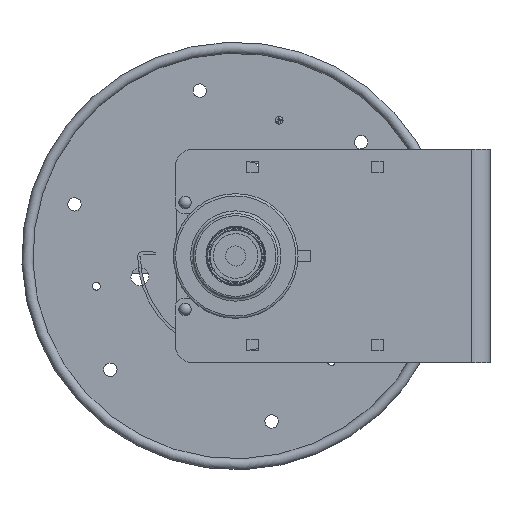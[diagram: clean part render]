
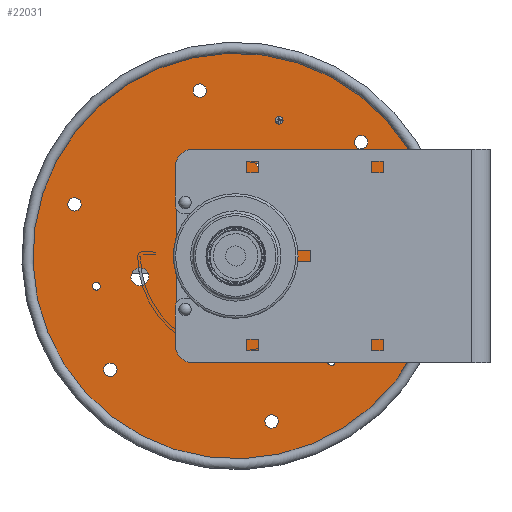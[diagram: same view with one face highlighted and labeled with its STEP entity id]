
A CAD part, left-side view. The second image highlights one B-rep face of the part: STEP entity #22031.
In plain terms, the highlighted planar face has unit normal (-1, 0, 0).
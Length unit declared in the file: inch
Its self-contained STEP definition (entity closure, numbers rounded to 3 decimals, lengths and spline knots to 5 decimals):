
#5505=FACE_BOUND('',#6714,.T.);
#5506=FACE_BOUND('',#6715,.T.);
#5507=FACE_BOUND('',#6716,.T.);
#5508=FACE_BOUND('',#6717,.T.);
#5509=FACE_BOUND('',#6718,.T.);
#5510=FACE_BOUND('',#6719,.T.);
#5511=FACE_BOUND('',#6720,.T.);
#5512=FACE_BOUND('',#6721,.T.);
#5513=FACE_BOUND('',#6722,.T.);
#5514=FACE_BOUND('',#6723,.T.);
#5515=FACE_BOUND('',#6724,.T.);
#5516=FACE_BOUND('',#6725,.T.);
#5517=FACE_BOUND('',#6726,.T.);
#5695=FACE_OUTER_BOUND('',#6713,.T.);
#6713=EDGE_LOOP('',(#14820));
#6714=EDGE_LOOP('',(#14821));
#6715=EDGE_LOOP('',(#14822));
#6716=EDGE_LOOP('',(#14823));
#6717=EDGE_LOOP('',(#14824));
#6718=EDGE_LOOP('',(#14825));
#6719=EDGE_LOOP('',(#14826));
#6720=EDGE_LOOP('',(#14827));
#6721=EDGE_LOOP('',(#14828));
#6722=EDGE_LOOP('',(#14829));
#6723=EDGE_LOOP('',(#14830));
#6724=EDGE_LOOP('',(#14831));
#6725=EDGE_LOOP('',(#14832));
#6726=EDGE_LOOP('',(#14833));
#7904=CIRCLE('',#23156,0.25);
#7905=CIRCLE('',#23158,0.25);
#7906=CIRCLE('',#23160,0.25);
#7907=CIRCLE('',#23162,0.1095);
#7908=CIRCLE('',#23164,0.1875);
#7909=CIRCLE('',#23166,0.1875);
#7910=CIRCLE('',#23168,0.1875);
#7911=CIRCLE('',#23170,0.1875);
#7912=CIRCLE('',#23172,0.1875);
#7913=CIRCLE('',#23174,0.1875);
#7914=CIRCLE('',#23176,0.1095);
#7915=CIRCLE('',#23178,0.1095);
#7916=CIRCLE('',#23180,5.845);
#7917=CIRCLE('',#23181,0.825);
#8569=VERTEX_POINT('',#29268);
#8570=VERTEX_POINT('',#29272);
#8571=VERTEX_POINT('',#29276);
#8572=VERTEX_POINT('',#29280);
#8573=VERTEX_POINT('',#29284);
#8574=VERTEX_POINT('',#29288);
#8575=VERTEX_POINT('',#29292);
#8576=VERTEX_POINT('',#29296);
#8577=VERTEX_POINT('',#29300);
#8578=VERTEX_POINT('',#29304);
#8579=VERTEX_POINT('',#29308);
#8580=VERTEX_POINT('',#29312);
#8581=VERTEX_POINT('',#29316);
#8582=VERTEX_POINT('',#29318);
#11124=EDGE_CURVE('',#8569,#8569,#7904,.T.);
#11126=EDGE_CURVE('',#8570,#8570,#7905,.T.);
#11128=EDGE_CURVE('',#8571,#8571,#7906,.T.);
#11130=EDGE_CURVE('',#8572,#8572,#7907,.T.);
#11131=EDGE_CURVE('',#8573,#8573,#7908,.T.);
#11133=EDGE_CURVE('',#8574,#8574,#7909,.T.);
#11135=EDGE_CURVE('',#8575,#8575,#7910,.T.);
#11137=EDGE_CURVE('',#8576,#8576,#7911,.T.);
#11139=EDGE_CURVE('',#8577,#8577,#7912,.T.);
#11141=EDGE_CURVE('',#8578,#8578,#7913,.T.);
#11144=EDGE_CURVE('',#8579,#8579,#7914,.T.);
#11146=EDGE_CURVE('',#8580,#8580,#7915,.T.);
#11147=EDGE_CURVE('',#8581,#8581,#7916,.T.);
#11148=EDGE_CURVE('',#8582,#8582,#7917,.T.);
#14820=ORIENTED_EDGE('',*,*,#11147,.F.);
#14821=ORIENTED_EDGE('',*,*,#11148,.T.);
#14822=ORIENTED_EDGE('',*,*,#11124,.T.);
#14823=ORIENTED_EDGE('',*,*,#11126,.T.);
#14824=ORIENTED_EDGE('',*,*,#11128,.T.);
#14825=ORIENTED_EDGE('',*,*,#11130,.T.);
#14826=ORIENTED_EDGE('',*,*,#11131,.T.);
#14827=ORIENTED_EDGE('',*,*,#11133,.T.);
#14828=ORIENTED_EDGE('',*,*,#11135,.T.);
#14829=ORIENTED_EDGE('',*,*,#11137,.T.);
#14830=ORIENTED_EDGE('',*,*,#11139,.T.);
#14831=ORIENTED_EDGE('',*,*,#11141,.T.);
#14832=ORIENTED_EDGE('',*,*,#11144,.T.);
#14833=ORIENTED_EDGE('',*,*,#11146,.T.);
#20617=PLANE('',#23179);
#22031=ADVANCED_FACE('',(#5695,#5505,#5506,#5507,#5508,#5509,#5510,#5511,
#5512,#5513,#5514,#5515,#5516,#5517),#20617,.T.);
#23156=AXIS2_PLACEMENT_3D('',#29270,#24577,#24578);
#23158=AXIS2_PLACEMENT_3D('',#29274,#24582,#24583);
#23160=AXIS2_PLACEMENT_3D('',#29278,#24587,#24588);
#23162=AXIS2_PLACEMENT_3D('',#29282,#24592,#24593);
#23164=AXIS2_PLACEMENT_3D('',#29285,#24596,#24597);
#23166=AXIS2_PLACEMENT_3D('',#29289,#24601,#24602);
#23168=AXIS2_PLACEMENT_3D('',#29293,#24606,#24607);
#23170=AXIS2_PLACEMENT_3D('',#29297,#24611,#24612);
#23172=AXIS2_PLACEMENT_3D('',#29301,#24616,#24617);
#23174=AXIS2_PLACEMENT_3D('',#29305,#24621,#24622);
#23176=AXIS2_PLACEMENT_3D('',#29310,#24627,#24628);
#23178=AXIS2_PLACEMENT_3D('',#29314,#24632,#24633);
#23179=AXIS2_PLACEMENT_3D('',#29315,#24634,#24635);
#23180=AXIS2_PLACEMENT_3D('',#29317,#24636,#24637);
#23181=AXIS2_PLACEMENT_3D('',#29319,#24638,#24639);
#24577=DIRECTION('center_axis',(1.,0.,0.));
#24578=DIRECTION('ref_axis',(0.,0.952,0.305));
#24582=DIRECTION('center_axis',(1.,0.,0.));
#24583=DIRECTION('ref_axis',(0.,0.952,0.305));
#24587=DIRECTION('center_axis',(1.,0.,0.));
#24588=DIRECTION('ref_axis',(0.,0.952,0.305));
#24592=DIRECTION('center_axis',(1.,0.,0.));
#24593=DIRECTION('ref_axis',(0.,0.952,0.305));
#24596=DIRECTION('center_axis',(1.,0.,0.));
#24597=DIRECTION('ref_axis',(0.,-0.952,-0.305));
#24601=DIRECTION('center_axis',(1.,0.,0.));
#24602=DIRECTION('ref_axis',(0.,-0.74,0.672));
#24606=DIRECTION('center_axis',(1.,0.,0.));
#24607=DIRECTION('ref_axis',(0.,0.212,0.977));
#24611=DIRECTION('center_axis',(1.,0.,0.));
#24612=DIRECTION('ref_axis',(0.,0.952,0.305));
#24616=DIRECTION('center_axis',(1.,0.,0.));
#24617=DIRECTION('ref_axis',(0.,0.74,-0.672));
#24621=DIRECTION('center_axis',(1.,0.,0.));
#24622=DIRECTION('ref_axis',(0.,-0.212,-0.977));
#24627=DIRECTION('center_axis',(1.,0.,0.));
#24628=DIRECTION('ref_axis',(0.,-0.212,-0.977));
#24632=DIRECTION('center_axis',(1.,0.,0.));
#24633=DIRECTION('ref_axis',(0.,-0.74,0.672));
#24634=DIRECTION('center_axis',(-1.,0.,0.));
#24635=DIRECTION('ref_axis',(0.,-0.305,0.952));
#24636=DIRECTION('center_axis',(1.,0.,0.));
#24637=DIRECTION('ref_axis',(0.,0.952,0.305));
#24638=DIRECTION('center_axis',(1.,0.,0.));
#24639=DIRECTION('ref_axis',(0.,-0.952,-0.305));
#29268=CARTESIAN_POINT('',(-3.9802,9.44985,-0.65947));
#29270=CARTESIAN_POINT('Origin',(-3.9802,9.68794,-0.58323));
#29272=CARTESIAN_POINT('',(-3.9802,5.92378,2.54277));
#29274=CARTESIAN_POINT('Origin',(-3.9802,6.16187,2.61901));
#29276=CARTESIAN_POINT('',(-3.9802,4.9136,-2.11202));
#29278=CARTESIAN_POINT('Origin',(-3.9802,5.15169,-2.03578));
#29280=CARTESIAN_POINT('',(-3.9802,5.67639,3.77607));
#29282=CARTESIAN_POINT('Origin',(-3.9802,5.78067,3.80946));
#29284=CARTESIAN_POINT('',(-3.9802,8.18646,4.69913));
#29285=CARTESIAN_POINT('Origin',(-3.9802,8.00789,4.64195));
#29288=CARTESIAN_POINT('',(-3.9802,11.66304,1.32249));
#29289=CARTESIAN_POINT('Origin',(-3.9802,11.52424,1.44855));
#29292=CARTESIAN_POINT('',(-3.9802,10.47708,-3.37663));
#29293=CARTESIAN_POINT('Origin',(-3.9802,10.51685,-3.1934));
#29296=CARTESIAN_POINT('',(-3.9802,5.81454,-4.69913));
#29297=CARTESIAN_POINT('Origin',(-3.9802,5.99311,-4.64195));
#29300=CARTESIAN_POINT('',(-3.9802,2.33796,-1.32249));
#29301=CARTESIAN_POINT('Origin',(-3.9802,2.47676,-1.44855));
#29304=CARTESIAN_POINT('',(-3.9802,3.52392,3.37663));
#29305=CARTESIAN_POINT('Origin',(-3.9802,3.48415,3.1934));
#29308=CARTESIAN_POINT('',(-3.9802,10.93273,-0.74132));
#29310=CARTESIAN_POINT('Origin',(-3.9802,10.90951,-0.84833));
#29312=CARTESIAN_POINT('',(-3.9802,4.39238,-3.03475));
#29314=CARTESIAN_POINT('Origin',(-3.9802,4.31132,-2.96114));
#29315=CARTESIAN_POINT('Origin',(-3.9802,9.78379,0.89124));
#29316=CARTESIAN_POINT('',(-3.9802,12.56708,1.78248));
#29317=CARTESIAN_POINT('Origin',(-3.9802,7.0005,0.));
#29318=CARTESIAN_POINT('',(-3.9802,7.7862,0.25159));
#29319=CARTESIAN_POINT('Origin',(-3.9802,7.0005,0.));
